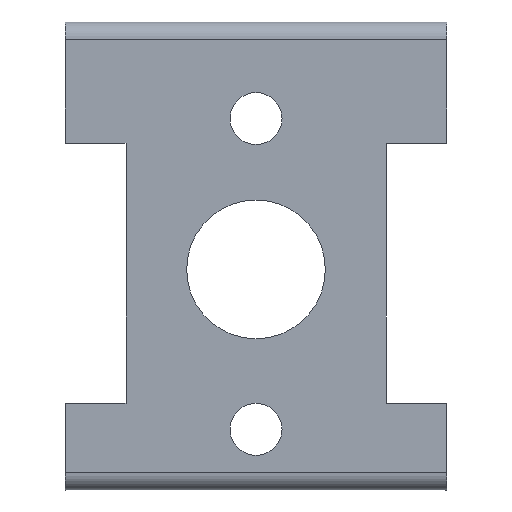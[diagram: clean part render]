
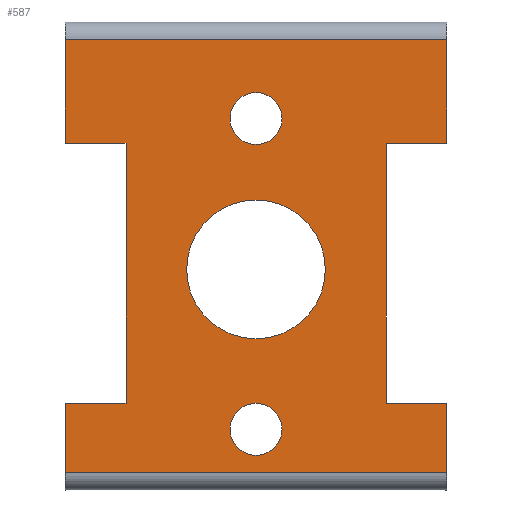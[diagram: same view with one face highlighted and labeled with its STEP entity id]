
A CAD part, front view. The second image highlights one B-rep face of the part: STEP entity #587.
In plain terms, the highlighted planar face has unit normal (0, -1, 0).
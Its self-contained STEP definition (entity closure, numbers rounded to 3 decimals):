
#22=FACE_BOUND('',#108,.T.);
#23=FACE_BOUND('',#109,.T.);
#24=FACE_BOUND('',#110,.T.);
#42=PLANE('',#652);
#71=FACE_OUTER_BOUND('',#107,.T.);
#107=EDGE_LOOP('',(#533,#534,#535,#536,#537,#538,#539,#540,#541,#542,#543,
#544));
#108=EDGE_LOOP('',(#545));
#109=EDGE_LOOP('',(#546));
#110=EDGE_LOOP('',(#547));
#111=LINE('',#822,#170);
#118=LINE('',#837,#177);
#121=LINE('',#855,#180);
#126=LINE('',#871,#185);
#156=LINE('',#955,#215);
#159=LINE('',#960,#218);
#161=LINE('',#963,#220);
#162=LINE('',#966,#221);
#164=LINE('',#970,#223);
#166=LINE('',#973,#225);
#168=LINE('',#977,#227);
#169=LINE('',#979,#228);
#170=VECTOR('',#659,10.);
#177=VECTOR('',#670,10.);
#180=VECTOR('',#687,10.);
#185=VECTOR('',#702,10.);
#215=VECTOR('',#786,10.);
#218=VECTOR('',#791,10.);
#220=VECTOR('',#795,10.);
#221=VECTOR('',#798,10.);
#223=VECTOR('',#802,10.);
#225=VECTOR('',#806,10.);
#227=VECTOR('',#810,10.);
#228=VECTOR('',#813,10.);
#248=CIRCLE('',#639,4.);
#249=CIRCLE('',#641,1.5);
#250=CIRCLE('',#643,1.5);
#252=VERTEX_POINT('',#819);
#253=VERTEX_POINT('',#821);
#259=VERTEX_POINT('',#835);
#266=VERTEX_POINT('',#852);
#267=VERTEX_POINT('',#854);
#273=VERTEX_POINT('',#870);
#296=VERTEX_POINT('',#941);
#297=VERTEX_POINT('',#945);
#298=VERTEX_POINT('',#949);
#299=VERTEX_POINT('',#953);
#300=VERTEX_POINT('',#954);
#301=VERTEX_POINT('',#959);
#302=VERTEX_POINT('',#965);
#303=VERTEX_POINT('',#969);
#304=VERTEX_POINT('',#975);
#306=EDGE_CURVE('',#252,#253,#111,.T.);
#314=EDGE_CURVE('',#252,#259,#118,.T.);
#322=EDGE_CURVE('',#266,#267,#121,.T.);
#330=EDGE_CURVE('',#273,#267,#126,.T.);
#367=EDGE_CURVE('',#296,#296,#248,.T.);
#369=EDGE_CURVE('',#297,#297,#249,.T.);
#371=EDGE_CURVE('',#298,#298,#250,.T.);
#372=EDGE_CURVE('',#299,#300,#156,.T.);
#375=EDGE_CURVE('',#300,#301,#159,.T.);
#377=EDGE_CURVE('',#301,#253,#161,.T.);
#378=EDGE_CURVE('',#302,#259,#162,.T.);
#380=EDGE_CURVE('',#303,#302,#164,.T.);
#382=EDGE_CURVE('',#303,#273,#166,.T.);
#384=EDGE_CURVE('',#266,#304,#168,.T.);
#385=EDGE_CURVE('',#299,#304,#169,.T.);
#533=ORIENTED_EDGE('',*,*,#306,.F.);
#534=ORIENTED_EDGE('',*,*,#314,.T.);
#535=ORIENTED_EDGE('',*,*,#378,.F.);
#536=ORIENTED_EDGE('',*,*,#380,.F.);
#537=ORIENTED_EDGE('',*,*,#382,.T.);
#538=ORIENTED_EDGE('',*,*,#330,.T.);
#539=ORIENTED_EDGE('',*,*,#322,.F.);
#540=ORIENTED_EDGE('',*,*,#384,.T.);
#541=ORIENTED_EDGE('',*,*,#385,.F.);
#542=ORIENTED_EDGE('',*,*,#372,.T.);
#543=ORIENTED_EDGE('',*,*,#375,.T.);
#544=ORIENTED_EDGE('',*,*,#377,.T.);
#545=ORIENTED_EDGE('',*,*,#367,.T.);
#546=ORIENTED_EDGE('',*,*,#369,.T.);
#547=ORIENTED_EDGE('',*,*,#371,.T.);
#587=ADVANCED_FACE('',(#71,#22,#23,#24),#42,.F.);
#639=AXIS2_PLACEMENT_3D('',#943,#772,#773);
#641=AXIS2_PLACEMENT_3D('',#947,#777,#778);
#643=AXIS2_PLACEMENT_3D('',#951,#782,#783);
#652=AXIS2_PLACEMENT_3D('',#980,#814,#815);
#659=DIRECTION('',(1.,0.,0.));
#670=DIRECTION('',(0.,0.,-1.));
#687=DIRECTION('',(-1.,0.,0.));
#702=DIRECTION('',(0.,0.,-1.));
#772=DIRECTION('center_axis',(0.,1.,0.));
#773=DIRECTION('ref_axis',(-1.,0.,0.));
#777=DIRECTION('center_axis',(0.,1.,0.));
#778=DIRECTION('ref_axis',(-1.,0.,0.));
#782=DIRECTION('center_axis',(0.,1.,0.));
#783=DIRECTION('ref_axis',(-1.,0.,0.));
#786=DIRECTION('',(0.,0.,1.));
#791=DIRECTION('',(1.,0.,0.));
#795=DIRECTION('',(0.,0.,1.));
#798=DIRECTION('',(-1.,0.,0.));
#802=DIRECTION('',(0.,0.,1.));
#806=DIRECTION('',(-1.,0.,0.));
#810=DIRECTION('',(0.,0.,1.));
#813=DIRECTION('',(1.,0.,0.));
#814=DIRECTION('center_axis',(0.,1.,0.));
#815=DIRECTION('ref_axis',(1.,0.,0.));
#819=CARTESIAN_POINT('',(0.,0.,26.));
#821=CARTESIAN_POINT('',(22.,0.,26.));
#822=CARTESIAN_POINT('',(5.5,0.,26.));
#835=CARTESIAN_POINT('',(0.,0.,20.));
#837=CARTESIAN_POINT('',(0.,0.,27.));
#852=CARTESIAN_POINT('',(22.,0.,1.));
#854=CARTESIAN_POINT('',(0.,0.,1.));
#855=CARTESIAN_POINT('',(16.5,0.,1.));
#870=CARTESIAN_POINT('',(0.,0.,5.));
#871=CARTESIAN_POINT('',(0.,0.,5.));
#941=CARTESIAN_POINT('',(15.,0.,12.727));
#943=CARTESIAN_POINT('Origin',(11.,0.,12.727));
#945=CARTESIAN_POINT('',(12.5,0.,3.5));
#947=CARTESIAN_POINT('Origin',(11.,0.,3.5));
#949=CARTESIAN_POINT('',(12.5,0.,21.43));
#951=CARTESIAN_POINT('Origin',(11.,0.,21.43));
#953=CARTESIAN_POINT('',(18.5,0.,5.));
#954=CARTESIAN_POINT('',(18.5,0.,20.));
#955=CARTESIAN_POINT('',(18.5,0.,5.));
#959=CARTESIAN_POINT('',(22.,0.,20.));
#960=CARTESIAN_POINT('',(18.5,0.,20.));
#963=CARTESIAN_POINT('',(22.,0.,20.));
#965=CARTESIAN_POINT('',(3.5,0.,20.));
#966=CARTESIAN_POINT('',(3.5,0.,20.));
#969=CARTESIAN_POINT('',(3.5,0.,5.));
#970=CARTESIAN_POINT('',(3.5,0.,5.));
#973=CARTESIAN_POINT('',(3.5,0.,5.));
#975=CARTESIAN_POINT('',(22.,0.,5.));
#977=CARTESIAN_POINT('',(22.,0.,0.));
#979=CARTESIAN_POINT('',(18.5,0.,5.));
#980=CARTESIAN_POINT('Origin',(11.,0.,13.5));
